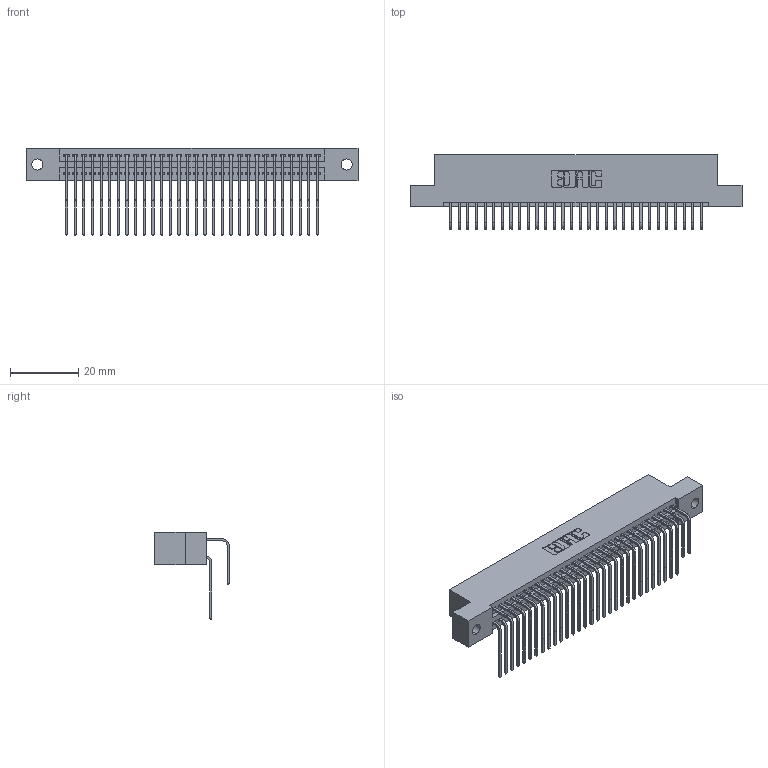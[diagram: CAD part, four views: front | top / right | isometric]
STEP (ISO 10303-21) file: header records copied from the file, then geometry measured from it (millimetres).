
FILE_DESCRIPTION (( 'STEP AP203' ), '1' );
FILE_NAME ('395-060-558-202.STEP', '2019-10-23T14:51:26', ( '' ), ( '' ), 'SwSTEP 2.0', 'SolidWorks 2016', '' );
FILE_SCHEMA (( 'CONFIG_CONTROL_DESIGN' ));
Length unit declared in the file: inch
Products named in the file (4): 345-292-001_558 Tail - 2; 395-060-558-202; 345 Part_Flush Mounting Lugs - 0.128 Dia; 345-292-001_558 559 Tail - 1
Assembly tree (61 placements, depth 2):
  395-060-558-202
    345 Part_Flush Mounting Lugs - 0.128 Dia
    345-292-001_558 559 Tail - 1  x30
    345-292-001_558 Tail - 2  x30
Bounding box: 97.41 x 21.83 x 25.53 mm (x, y, z)
Volume: 9660.5 mm3; surface area: 15402.2 mm2
Topology: 61 solids, 61 shells, 3246 faces, 9641 edges, 6346 vertices
Faces by surface type: plane 2180, cylinder 1066
Entity records: 26809 total; most frequent: CARTESIAN_POINT 4551, ORIENTED_EDGE 4434, DIRECTION 4001, EDGE_CURVE 2217, VECTOR 1925, LINE 1925, VERTEX_POINT 1474, AXIS2_PLACEMENT_3D 1038
